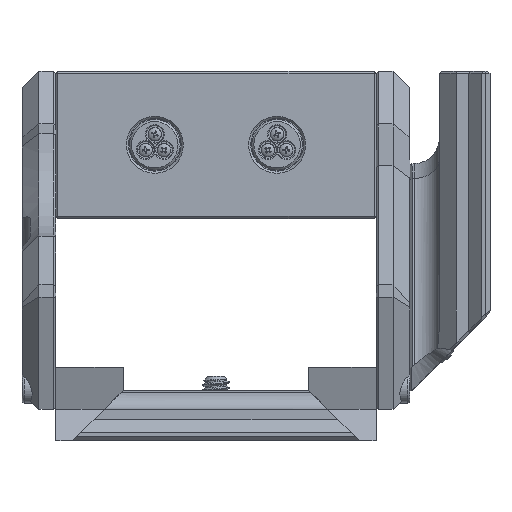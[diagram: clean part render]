
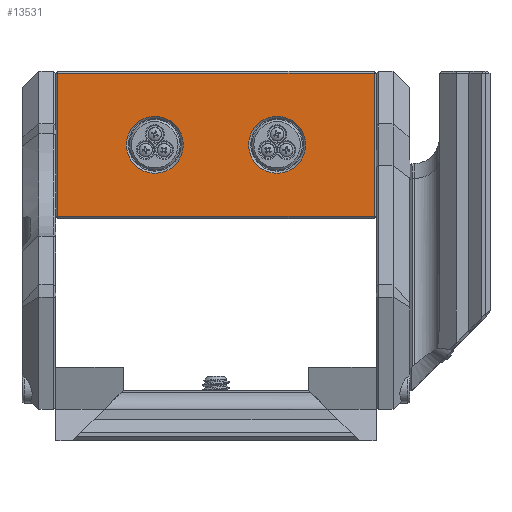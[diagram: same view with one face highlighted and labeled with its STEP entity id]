
A CAD part, front view. The second image highlights one B-rep face of the part: STEP entity #13531.
In plain terms, the highlighted planar face has unit normal (0, -1, 0).
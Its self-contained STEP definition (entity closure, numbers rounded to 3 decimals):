
#1242=LINE('',#21940,#2105);
#1243=LINE('',#21943,#2106);
#1244=LINE('',#21945,#2107);
#1245=LINE('',#21947,#2108);
#2105=VECTOR('',#17167,1000.);
#2106=VECTOR('',#17168,1000.);
#2107=VECTOR('',#17169,1000.);
#2108=VECTOR('',#17170,1000.);
#2803=PLANE('',#14892);
#4352=ORIENTED_EDGE('',*,*,#7663,.T.);
#4353=ORIENTED_EDGE('',*,*,#7664,.T.);
#4354=ORIENTED_EDGE('',*,*,#7665,.T.);
#4355=ORIENTED_EDGE('',*,*,#7666,.T.);
#4356=ORIENTED_EDGE('',*,*,#7667,.T.);
#4357=ORIENTED_EDGE('',*,*,#7668,.T.);
#7663=EDGE_CURVE('',#9421,#9422,#1242,.T.);
#7664=EDGE_CURVE('',#9422,#9423,#1243,.T.);
#7665=EDGE_CURVE('',#9423,#9424,#1244,.T.);
#7666=EDGE_CURVE('',#9424,#9421,#1245,.F.);
#7667=EDGE_CURVE('',#9425,#9425,#10464,.F.);
#7668=EDGE_CURVE('',#9426,#9426,#10465,.F.);
#9421=VERTEX_POINT('',#21941);
#9422=VERTEX_POINT('',#21942);
#9423=VERTEX_POINT('',#21944);
#9424=VERTEX_POINT('',#21946);
#9425=VERTEX_POINT('',#21949);
#9426=VERTEX_POINT('',#21951);
#10464=CIRCLE('',#14893,6.75);
#10465=CIRCLE('',#14894,6.75);
#11269=EDGE_LOOP('',(#4352,#4353,#4354,#4355));
#11270=EDGE_LOOP('',(#4356));
#11271=EDGE_LOOP('',(#4357));
#12407=FACE_BOUND('',#11269,.T.);
#12408=FACE_BOUND('',#11270,.T.);
#12409=FACE_BOUND('',#11271,.T.);
#13531=ADVANCED_FACE('',(#12407,#12408,#12409),#2803,.T.);
#14892=AXIS2_PLACEMENT_3D('',#21939,#17165,#17166);
#14893=AXIS2_PLACEMENT_3D('',#21948,#17171,#17172);
#14894=AXIS2_PLACEMENT_3D('',#21950,#17173,#17174);
#17165=DIRECTION('',(0.,-1.,0.));
#17166=DIRECTION('',(1.,0.,0.));
#17167=DIRECTION('',(0.,0.,1.));
#17168=DIRECTION('',(-1.,0.,0.));
#17169=DIRECTION('',(0.,0.,-1.));
#17170=DIRECTION('',(-1.,0.,0.));
#17171=DIRECTION('',(0.,-1.,0.));
#17172=DIRECTION('',(1.,0.,0.));
#17173=DIRECTION('',(0.,-1.,0.));
#17174=DIRECTION('',(1.,0.,0.));
#21939=CARTESIAN_POINT('',(-31.082,29.995,75.75));
#21940=CARTESIAN_POINT('',(37.5,29.995,75.75));
#21941=CARTESIAN_POINT('',(37.5,29.995,41.249));
#21942=CARTESIAN_POINT('',(37.5,29.995,75.25));
#21943=CARTESIAN_POINT('',(-31.082,29.995,75.25));
#21944=CARTESIAN_POINT('',(-37.5,29.995,75.25));
#21945=CARTESIAN_POINT('',(-37.5,29.995,75.75));
#21946=CARTESIAN_POINT('',(-37.5,29.995,41.249));
#21947=CARTESIAN_POINT('',(-31.082,29.995,41.249));
#21948=CARTESIAN_POINT('',(14.5,29.995,58.25));
#21949=CARTESIAN_POINT('',(21.25,29.995,58.25));
#21950=CARTESIAN_POINT('',(-14.5,29.995,58.25));
#21951=CARTESIAN_POINT('',(-7.75,29.995,58.25));
